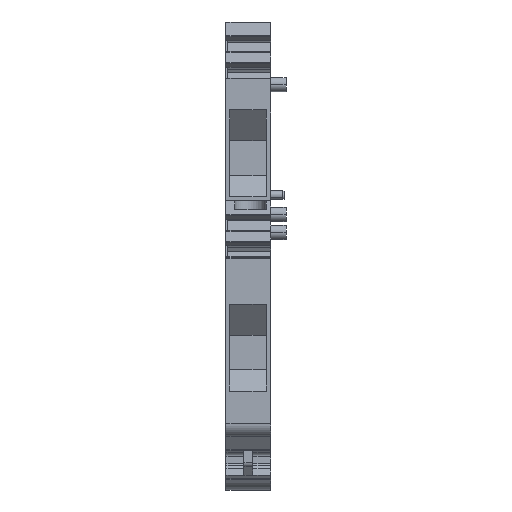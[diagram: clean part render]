
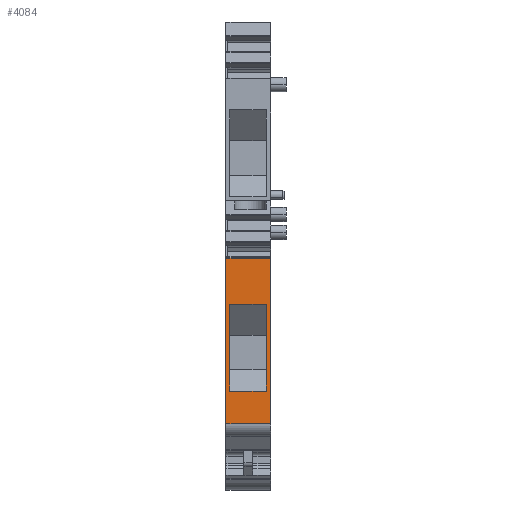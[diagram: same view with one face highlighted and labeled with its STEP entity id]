
A CAD part, front view. The second image highlights one B-rep face of the part: STEP entity #4084.
In plain terms, the highlighted planar face has unit normal (0, -1, 0).
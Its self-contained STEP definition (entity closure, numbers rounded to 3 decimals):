
#4030=AXIS2_PLACEMENT_3D('Plane Axis2P3D',#4027,#4028,#4029) ;
#954=CARTESIAN_POINT('Vertex',(4.995,0.,25.888)) ;
#957=CARTESIAN_POINT('Line Origine',(4.995,0.,16.643)) ;
#961=CARTESIAN_POINT('Vertex',(4.995,0.,7.397)) ;
#4008=CARTESIAN_POINT('Line Origine',(2.498,0.,7.397)) ;
#4012=CARTESIAN_POINT('Vertex',(0.,0.,7.397)) ;
#4027=CARTESIAN_POINT('Axis2P3D Location',(4.995,0.,7.397)) ;
#4032=CARTESIAN_POINT('Line Origine',(2.498,0.,25.888)) ;
#4036=CARTESIAN_POINT('Vertex',(0.,0.,25.888)) ;
#4039=CARTESIAN_POINT('Line Origine',(0.,0.,16.643)) ;
#4050=CARTESIAN_POINT('Line Origine',(2.458,0.,11.048)) ;
#4054=CARTESIAN_POINT('Vertex',(0.42,0.,11.048)) ;
#4056=CARTESIAN_POINT('Vertex',(4.495,0.,11.048)) ;
#4059=CARTESIAN_POINT('Line Origine',(0.42,0.,15.891)) ;
#4063=CARTESIAN_POINT('Vertex',(0.42,0.,20.734)) ;
#4066=CARTESIAN_POINT('Line Origine',(2.458,0.,20.734)) ;
#4070=CARTESIAN_POINT('Vertex',(4.495,0.,20.734)) ;
#4073=CARTESIAN_POINT('Line Origine',(4.495,0.,15.891)) ;
#958=DIRECTION('Vector Direction',(0.,0.,1.)) ;
#4009=DIRECTION('Vector Direction',(-1.,0.,0.)) ;
#4028=DIRECTION('Axis2P3D Direction',(0.,1.,0.)) ;
#4029=DIRECTION('Axis2P3D XDirection',(0.,0.,1.)) ;
#4033=DIRECTION('Vector Direction',(1.,0.,0.)) ;
#4040=DIRECTION('Vector Direction',(0.,0.,1.)) ;
#4051=DIRECTION('Vector Direction',(1.,0.,0.)) ;
#4060=DIRECTION('Vector Direction',(0.,0.,-1.)) ;
#4067=DIRECTION('Vector Direction',(1.,0.,0.)) ;
#4074=DIRECTION('Vector Direction',(0.,0.,-1.)) ;
#959=VECTOR('Line Direction',#958,1.) ;
#4010=VECTOR('Line Direction',#4009,1.) ;
#4034=VECTOR('Line Direction',#4033,1.) ;
#4041=VECTOR('Line Direction',#4040,1.) ;
#4052=VECTOR('Line Direction',#4051,1.) ;
#4061=VECTOR('Line Direction',#4060,1.) ;
#4068=VECTOR('Line Direction',#4067,1.) ;
#4075=VECTOR('Line Direction',#4074,1.) ;
#4045=ORIENTED_EDGE('',*,*,#963,.T.) ;
#4046=ORIENTED_EDGE('',*,*,#4038,.F.) ;
#4047=ORIENTED_EDGE('',*,*,#4043,.F.) ;
#4048=ORIENTED_EDGE('',*,*,#4014,.T.) ;
#4079=ORIENTED_EDGE('',*,*,#4058,.F.) ;
#4080=ORIENTED_EDGE('',*,*,#4065,.F.) ;
#4081=ORIENTED_EDGE('',*,*,#4072,.T.) ;
#4082=ORIENTED_EDGE('',*,*,#4077,.T.) ;
#4083=FACE_BOUND('',#4078,.T.) ;
#4084=ADVANCED_FACE('KLTR',(#4049,#4083),#4031,.F.) ;
#963=EDGE_CURVE('',#962,#955,#960,.T.) ;
#4014=EDGE_CURVE('',#4013,#962,#4011,.F.) ;
#4038=EDGE_CURVE('',#4037,#955,#4035,.T.) ;
#4043=EDGE_CURVE('',#4013,#4037,#4042,.T.) ;
#4058=EDGE_CURVE('',#4055,#4057,#4053,.T.) ;
#4065=EDGE_CURVE('',#4064,#4055,#4062,.T.) ;
#4072=EDGE_CURVE('',#4064,#4071,#4069,.T.) ;
#4077=EDGE_CURVE('',#4071,#4057,#4076,.T.) ;
#4044=EDGE_LOOP('',(#4045,#4046,#4047,#4048)) ;
#4078=EDGE_LOOP('',(#4079,#4080,#4081,#4082)) ;
#4049=FACE_OUTER_BOUND('',#4044,.T.) ;
#960=LINE('Line',#957,#959) ;
#4011=LINE('Line',#4008,#4010) ;
#4035=LINE('Line',#4032,#4034) ;
#4042=LINE('Line',#4039,#4041) ;
#4053=LINE('Line',#4050,#4052) ;
#4062=LINE('Line',#4059,#4061) ;
#4069=LINE('Line',#4066,#4068) ;
#4076=LINE('Line',#4073,#4075) ;
#4031=PLANE('',#4030) ;
#955=VERTEX_POINT('',#954) ;
#962=VERTEX_POINT('',#961) ;
#4013=VERTEX_POINT('',#4012) ;
#4037=VERTEX_POINT('',#4036) ;
#4055=VERTEX_POINT('',#4054) ;
#4057=VERTEX_POINT('',#4056) ;
#4064=VERTEX_POINT('',#4063) ;
#4071=VERTEX_POINT('',#4070) ;
